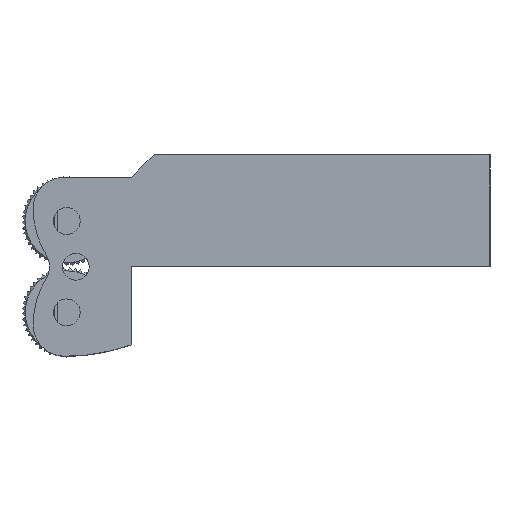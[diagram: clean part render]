
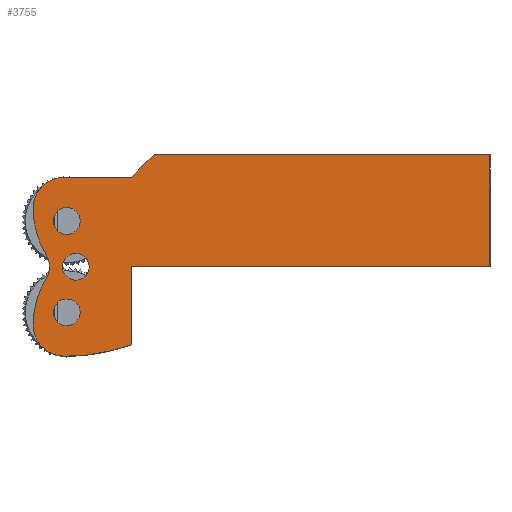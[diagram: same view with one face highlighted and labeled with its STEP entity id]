
A CAD part, top view. The second image highlights one B-rep face of the part: STEP entity #3755.
In plain terms, the highlighted face is planar.
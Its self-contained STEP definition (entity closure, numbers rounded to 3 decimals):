
#71=FACE_BOUND('',#956,.T.);
#72=FACE_BOUND('',#957,.T.);
#73=FACE_BOUND('',#958,.T.);
#188=CIRCLE('',#4129,5.);
#190=CIRCLE('',#4132,20.);
#201=CIRCLE('',#4146,7.);
#203=CIRCLE('',#4149,20.);
#212=CIRCLE('',#4161,45.);
#214=CIRCLE('',#4164,7.);
#217=CIRCLE('',#4170,3.);
#222=CIRCLE('',#4181,3.);
#225=CIRCLE('',#4192,3.);
#226=CIRCLE('',#4194,3.);
#227=CIRCLE('',#4196,3.);
#550=PLANE('',#4197);
#744=FACE_OUTER_BOUND('',#955,.T.);
#955=EDGE_LOOP('',(#3432,#3433,#3434,#3435,#3436,#3437,#3438,#3439,#3440,
#3441,#3442,#3443));
#956=EDGE_LOOP('',(#3444));
#957=EDGE_LOOP('',(#3445,#3446));
#958=EDGE_LOOP('',(#3447,#3448));
#1171=LINE('',#6750,#1384);
#1172=LINE('',#6752,#1385);
#1173=LINE('',#6754,#1386);
#1174=LINE('',#6756,#1387);
#1175=LINE('',#6758,#1388);
#1176=LINE('',#6759,#1389);
#1384=VECTOR('',#5095,10.);
#1385=VECTOR('',#5096,10.);
#1386=VECTOR('',#5097,10.);
#1387=VECTOR('',#5098,10.);
#1388=VECTOR('',#5099,10.);
#1389=VECTOR('',#5100,10.);
#1715=VERTEX_POINT('',#6497);
#1716=VERTEX_POINT('',#6499);
#1718=VERTEX_POINT('',#6505);
#1734=VERTEX_POINT('',#6543);
#1735=VERTEX_POINT('',#6544);
#1746=VERTEX_POINT('',#6575);
#1747=VERTEX_POINT('',#6577);
#1751=VERTEX_POINT('',#6591);
#1753=VERTEX_POINT('',#6595);
#1760=VERTEX_POINT('',#6654);
#1762=VERTEX_POINT('',#6658);
#1779=VERTEX_POINT('',#6743);
#1780=VERTEX_POINT('',#6749);
#1781=VERTEX_POINT('',#6751);
#1782=VERTEX_POINT('',#6753);
#1783=VERTEX_POINT('',#6755);
#1784=VERTEX_POINT('',#6757);
#2253=EDGE_CURVE('',#1715,#1716,#188,.T.);
#2257=EDGE_CURVE('',#1715,#1718,#190,.T.);
#2275=EDGE_CURVE('',#1734,#1735,#201,.T.);
#2279=EDGE_CURVE('',#1734,#1716,#203,.T.);
#2292=EDGE_CURVE('',#1747,#1746,#212,.T.);
#2296=EDGE_CURVE('',#1747,#1718,#214,.T.);
#2304=EDGE_CURVE('',#1753,#1751,#217,.T.);
#2318=EDGE_CURVE('',#1762,#1760,#222,.T.);
#2337=EDGE_CURVE('',#1751,#1753,#225,.T.);
#2338=EDGE_CURVE('',#1779,#1779,#226,.T.);
#2340=EDGE_CURVE('',#1760,#1762,#227,.T.);
#2341=EDGE_CURVE('',#1780,#1746,#1171,.T.);
#2342=EDGE_CURVE('',#1781,#1780,#1172,.T.);
#2343=EDGE_CURVE('',#1782,#1781,#1173,.T.);
#2344=EDGE_CURVE('',#1783,#1782,#1174,.T.);
#2345=EDGE_CURVE('',#1784,#1783,#1175,.T.);
#2346=EDGE_CURVE('',#1784,#1735,#1176,.T.);
#3432=ORIENTED_EDGE('',*,*,#2275,.F.);
#3433=ORIENTED_EDGE('',*,*,#2279,.T.);
#3434=ORIENTED_EDGE('',*,*,#2253,.F.);
#3435=ORIENTED_EDGE('',*,*,#2257,.T.);
#3436=ORIENTED_EDGE('',*,*,#2296,.F.);
#3437=ORIENTED_EDGE('',*,*,#2292,.T.);
#3438=ORIENTED_EDGE('',*,*,#2341,.F.);
#3439=ORIENTED_EDGE('',*,*,#2342,.F.);
#3440=ORIENTED_EDGE('',*,*,#2343,.F.);
#3441=ORIENTED_EDGE('',*,*,#2344,.F.);
#3442=ORIENTED_EDGE('',*,*,#2345,.F.);
#3443=ORIENTED_EDGE('',*,*,#2346,.T.);
#3444=ORIENTED_EDGE('',*,*,#2338,.F.);
#3445=ORIENTED_EDGE('',*,*,#2304,.F.);
#3446=ORIENTED_EDGE('',*,*,#2337,.F.);
#3447=ORIENTED_EDGE('',*,*,#2318,.F.);
#3448=ORIENTED_EDGE('',*,*,#2340,.F.);
#3755=ADVANCED_FACE('',(#744,#71,#72,#73),#550,.T.);
#4129=AXIS2_PLACEMENT_3D('',#6500,#4915,#4916);
#4132=AXIS2_PLACEMENT_3D('',#6507,#4923,#4924);
#4146=AXIS2_PLACEMENT_3D('',#6545,#4958,#4959);
#4149=AXIS2_PLACEMENT_3D('',#6552,#4966,#4967);
#4161=AXIS2_PLACEMENT_3D('',#6578,#4994,#4995);
#4164=AXIS2_PLACEMENT_3D('',#6584,#5002,#5003);
#4170=AXIS2_PLACEMENT_3D('',#6601,#5019,#5020);
#4181=AXIS2_PLACEMENT_3D('',#6664,#5047,#5048);
#4192=AXIS2_PLACEMENT_3D('',#6741,#5082,#5083);
#4194=AXIS2_PLACEMENT_3D('',#6744,#5086,#5087);
#4196=AXIS2_PLACEMENT_3D('',#6747,#5091,#5092);
#4197=AXIS2_PLACEMENT_3D('',#6748,#5093,#5094);
#4915=DIRECTION('center_axis',(0.,0.,-1.));
#4916=DIRECTION('ref_axis',(0.,-1.,0.));
#4923=DIRECTION('center_axis',(0.,0.,-1.));
#4924=DIRECTION('ref_axis',(0.,-1.,0.));
#4958=DIRECTION('center_axis',(0.,0.,1.));
#4959=DIRECTION('ref_axis',(-0.707,0.707,0.));
#4966=DIRECTION('center_axis',(0.,0.,-1.));
#4967=DIRECTION('ref_axis',(-0.52,-0.854,0.));
#4994=DIRECTION('center_axis',(0.,0.,-1.));
#4995=DIRECTION('ref_axis',(-0.943,0.333,0.));
#5002=DIRECTION('center_axis',(0.,0.,1.));
#5003=DIRECTION('ref_axis',(0.707,0.707,0.));
#5019=DIRECTION('center_axis',(0.,0.,-1.));
#5020=DIRECTION('ref_axis',(1.,0.,0.));
#5047=DIRECTION('center_axis',(0.,0.,-1.));
#5048=DIRECTION('ref_axis',(1.,0.,0.));
#5082=DIRECTION('center_axis',(0.,0.,-1.));
#5083=DIRECTION('ref_axis',(1.,0.,0.));
#5086=DIRECTION('center_axis',(0.,0.,-1.));
#5087=DIRECTION('ref_axis',(1.,0.,0.));
#5091=DIRECTION('center_axis',(0.,0.,-1.));
#5092=DIRECTION('ref_axis',(1.,0.,0.));
#5093=DIRECTION('center_axis',(0.,0.,-1.));
#5094=DIRECTION('ref_axis',(-1.,0.,0.));
#5095=DIRECTION('',(1.,0.,0.));
#5096=DIRECTION('',(0.,1.,0.));
#5097=DIRECTION('',(1.,0.,0.));
#5098=DIRECTION('',(0.,-1.,0.));
#5099=DIRECTION('',(-0.707,-0.707,0.));
#5100=DIRECTION('',(0.,1.,0.));
#6497=CARTESIAN_POINT('',(12.6,99.083,-10.));
#6499=CARTESIAN_POINT('',(7.4,99.083,-10.));
#6500=CARTESIAN_POINT('Origin',(10.,103.354,-10.));
#6505=CARTESIAN_POINT('',(23.,102.,-10.));
#6507=CARTESIAN_POINT('Origin',(23.,82.,-10.));
#6543=CARTESIAN_POINT('',(-3.,102.,-10.));
#6544=CARTESIAN_POINT('',(-10.,95.,-10.));
#6545=CARTESIAN_POINT('Origin',(-3.,95.,-10.));
#6552=CARTESIAN_POINT('Origin',(-3.,82.,-10.));
#6575=CARTESIAN_POINT('',(27.426,80.,-10.));
#6577=CARTESIAN_POINT('',(30.,95.,-10.));
#6578=CARTESIAN_POINT('Origin',(-15.,95.,-10.));
#6584=CARTESIAN_POINT('Origin',(23.,95.,-10.));
#6591=CARTESIAN_POINT('',(-2.436,96.5,-10.));
#6595=CARTESIAN_POINT('',(2.036,96.5,-10.));
#6601=CARTESIAN_POINT('Origin',(-0.2,94.5,-10.));
#6654=CARTESIAN_POINT('',(17.964,96.5,-10.));
#6658=CARTESIAN_POINT('',(22.436,96.5,-10.));
#6664=CARTESIAN_POINT('Origin',(20.2,94.5,-10.));
#6741=CARTESIAN_POINT('Origin',(-0.2,94.5,-10.));
#6743=CARTESIAN_POINT('',(7.,92.5,-10.));
#6744=CARTESIAN_POINT('Origin',(10.,92.5,-10.));
#6747=CARTESIAN_POINT('Origin',(20.2,94.5,-10.));
#6748=CARTESIAN_POINT('Origin',(10.,0.,-10.));
#6749=CARTESIAN_POINT('',(10.,80.,-10.));
#6750=CARTESIAN_POINT('',(10.,80.,-10.));
#6751=CARTESIAN_POINT('',(10.,0.,-10.));
#6752=CARTESIAN_POINT('',(10.,0.,-10.));
#6753=CARTESIAN_POINT('',(-15.,0.,-10.));
#6754=CARTESIAN_POINT('',(5.,0.,-10.));
#6755=CARTESIAN_POINT('',(-15.,75.,-10.));
#6756=CARTESIAN_POINT('',(-15.,80.,-10.));
#6757=CARTESIAN_POINT('',(-10.,80.,-10.));
#6758=CARTESIAN_POINT('',(-26.25,63.75,-10.));
#6759=CARTESIAN_POINT('',(-10.,0.,-10.));
